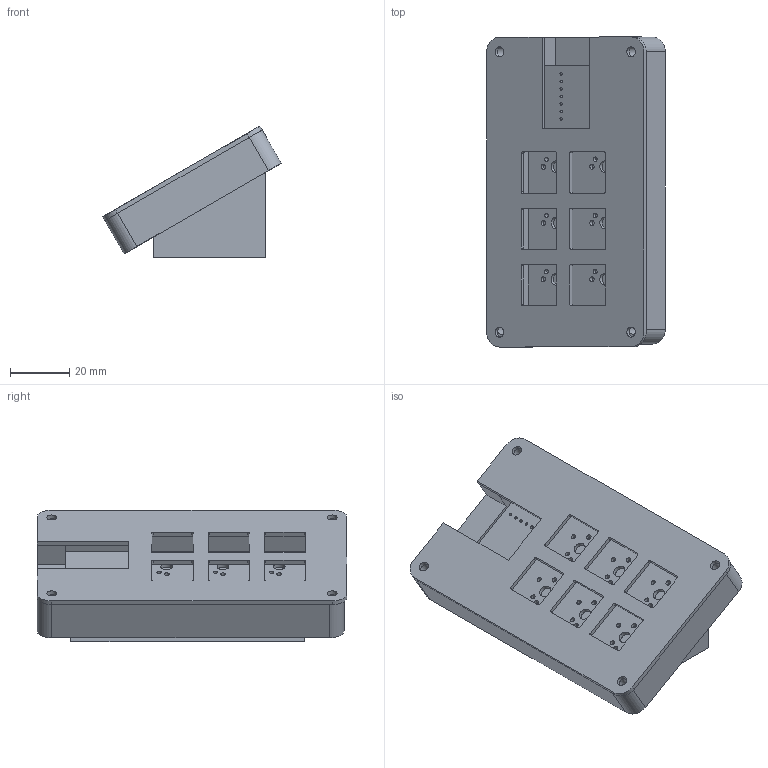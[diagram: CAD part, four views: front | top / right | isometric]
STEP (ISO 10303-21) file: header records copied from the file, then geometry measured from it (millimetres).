
FILE_DESCRIPTION(/* description */ (''),/* implementation_level */ '2;1');
FILE_NAME(/* name */ 'FullHackpad.step',/* time_stamp */ '2026-01-10T16:48:17-05:00',/* author */ (''),/* organization */ (''),/* preprocessor_version */ 'ST-DEVELOPER v20.1',/* originating_system */ 'Autodesk Translation Framework v14.21.0.0',/* authorisation */ '');
FILE_SCHEMA (('AUTOMOTIVE_DESIGN { 1 0 10303 214 3 1 1 }'));
Length unit declared in the file: millimetre
Products named in the file (6): 2026-01-03-22-38-29-784; 2026-01-02-20-40-26-915; hackpad 1; hackpad_PCB; 2026-01-02-20-10-16-581; 2026-01-02-20-11-59-575
Assembly tree (5 placements, depth 3):
  2026-01-03-22-38-29-784
    2026-01-02-20-40-26-915
    hackpad 1
      hackpad_PCB
    2026-01-02-20-10-16-581
      2026-01-02-20-11-59-575
Bounding box: 60.49 x 104.98 x 44.65 mm (x, y, z)
Volume: 111822.8 mm3; surface area: 48580.9 mm2
Topology: 4 solids, 4 shells, 306 faces, 855 edges, 570 vertices
Faces by surface type: plane 113, bspline 105, cylinder 88
Full cylindrical faces by diameter (mm): 0.889 x14, 1.5 x12, 1.7 x12, 3.4 x8, 4 x6, 6 x4
Entity records: 11240 total; most frequent: CARTESIAN_POINT 3527, ORIENTED_EDGE 1710, DIRECTION 1245, EDGE_CURVE 855, VERTEX_POINT 570, LINE 469, VECTOR 469, EDGE_LOOP 435
